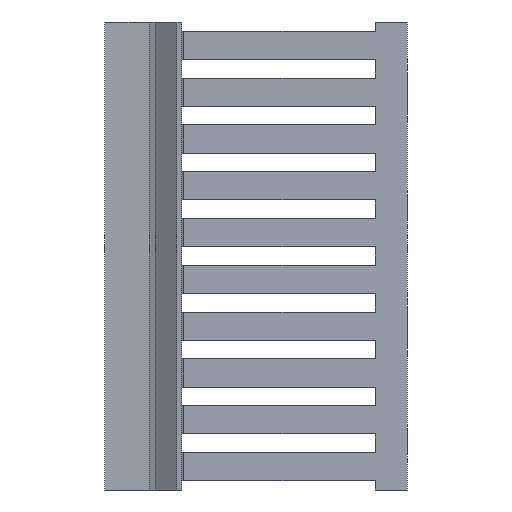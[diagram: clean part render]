
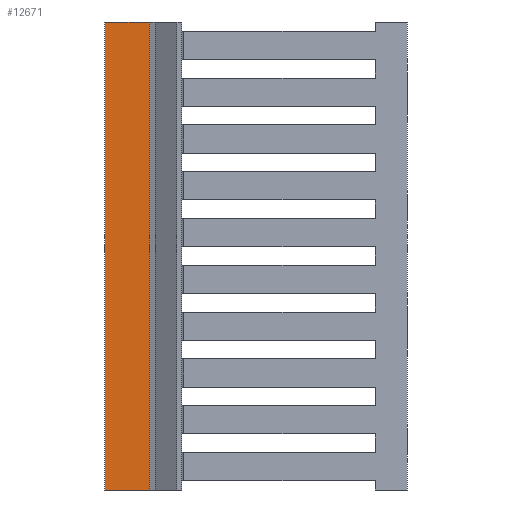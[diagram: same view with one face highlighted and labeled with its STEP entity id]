
A CAD part, left-side view. The second image highlights one B-rep face of the part: STEP entity #12671.
In plain terms, the highlighted planar face has unit normal (-1, 0, 0).
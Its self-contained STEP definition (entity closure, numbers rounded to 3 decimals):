
#12339=DIRECTION('',(0.,1.,0.));
#12340=VECTOR('',#12339,9.56);
#12341=CARTESIAN_POINT('',(-44.,-9.56,0.));
#12342=LINE('1812',#12341,#12340);
#12343=DIRECTION('',(0.,0.,1.));
#12344=VECTOR('',#12343,100.);
#12345=CARTESIAN_POINT('',(-44.,0.,0.));
#12346=LINE('1790',#12345,#12344);
#12347=DIRECTION('',(0.,-1.,0.));
#12348=VECTOR('',#12347,9.56);
#12349=CARTESIAN_POINT('',(-44.,0.,100.));
#12350=LINE('1813',#12349,#12348);
#12351=DIRECTION('',(0.,0.,-1.));
#12352=VECTOR('',#12351,100.);
#12353=CARTESIAN_POINT('',(-44.,-9.56,100.));
#12354=LINE('500',#12353,#12352);
#12483=CARTESIAN_POINT('',(-44.,-9.56,100.));
#12484=CARTESIAN_POINT('',(-44.,-9.56,0.));
#12485=VERTEX_POINT('',#12483);
#12486=VERTEX_POINT('',#12484);
#12503=CARTESIAN_POINT('',(-44.,0.,0.));
#12504=CARTESIAN_POINT('',(-44.,0.,100.));
#12505=VERTEX_POINT('',#12503);
#12506=VERTEX_POINT('',#12504);
#12659=CARTESIAN_POINT('',(-44.,-3.3,0.));
#12660=DIRECTION('',(-1.,0.,0.));
#12661=DIRECTION('',(0.,-1.,0.));
#12662=AXIS2_PLACEMENT_3D('',#12659,#12660,#12661);
#12663=PLANE('525',#12662);
#12664=ORIENTED_EDGE('1812',*,*,#12570,.T.);
#12666=ORIENTED_EDGE('1790',*,*,#12665,.T.);
#12667=ORIENTED_EDGE('1813',*,*,#12630,.T.);
#12668=ORIENTED_EDGE('500',*,*,#12617,.T.);
#12669=EDGE_LOOP('525',(#12664,#12666,#12667,#12668));
#12670=FACE_OUTER_BOUND('525',#12669,.F.);
#12671=ADVANCED_FACE('525',(#12670),#12663,.T.);
#12570=EDGE_CURVE('1812',#12486,#12505,#12342,.T.);
#12617=EDGE_CURVE('500',#12485,#12486,#12354,.T.);
#12630=EDGE_CURVE('1813',#12506,#12485,#12350,.T.);
#12665=EDGE_CURVE('1790',#12505,#12506,#12346,.T.);
